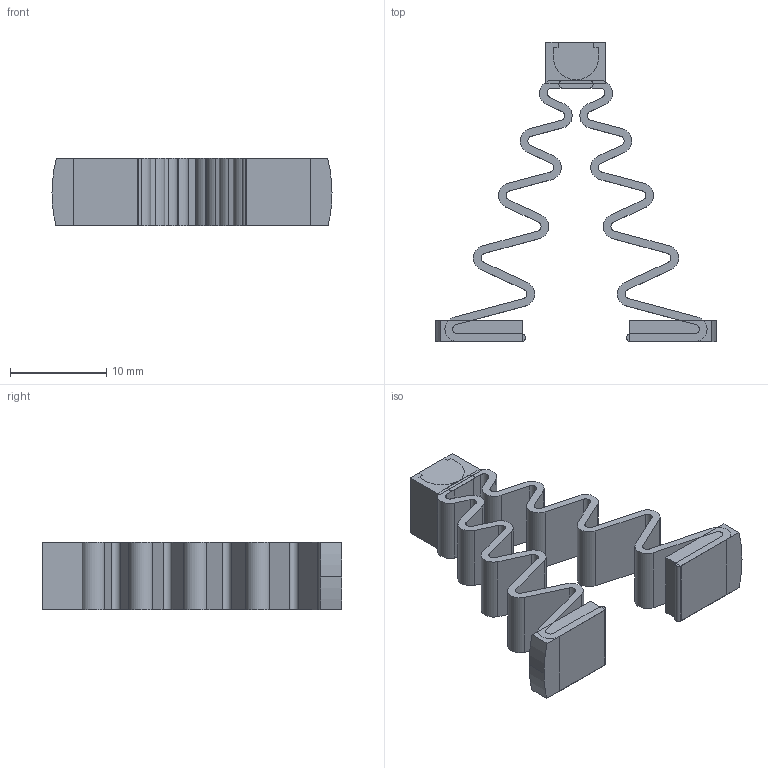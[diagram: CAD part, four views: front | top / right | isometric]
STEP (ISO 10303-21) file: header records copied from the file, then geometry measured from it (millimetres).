
FILE_DESCRIPTION(('FreeCAD Model'),'2;1');
FILE_NAME('Open CASCADE Shape Model','2024-09-11T22:05:04',(''),(''), 'Open CASCADE STEP processor 7.6','FreeCAD','Unknown');
FILE_SCHEMA(('AUTOMOTIVE_DESIGN { 1 0 10303 214 1 1 1 1 }'));
Length unit declared in the file: millimetre
Products named in the file (4): spring_2; Compound (Mirror #1); Compound; Body
Assembly tree (3 placements, depth 2):
  spring_2
    Compound (Mirror #1)
    Compound
    Body
Bounding box: 29.1 x 31.12 x 7 mm (x, y, z)
Volume: 1106.4 mm3; surface area: 2710.5 mm2
Topology: 5 solids, 5 shells, 122 faces, 336 edges, 224 vertices
Faces by surface type: plane 77, cylinder 45
Entity records: 3997 total; most frequent: CARTESIAN_POINT 686, DIRECTION 679, ORIENTED_EDGE 672, EDGE_CURVE 336, LINE 245, VECTOR 245, VERTEX_POINT 224, AXIS2_PLACEMENT_3D 217
